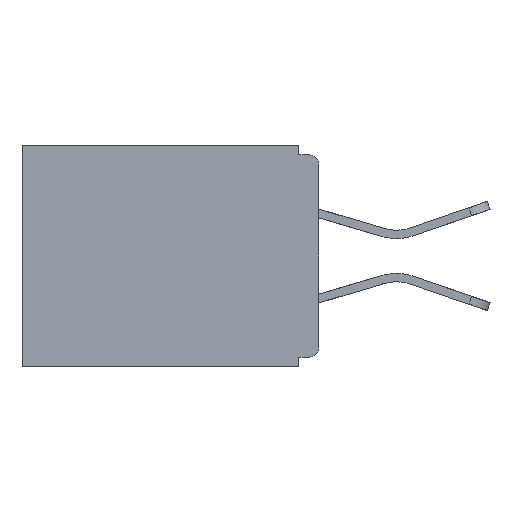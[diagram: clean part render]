
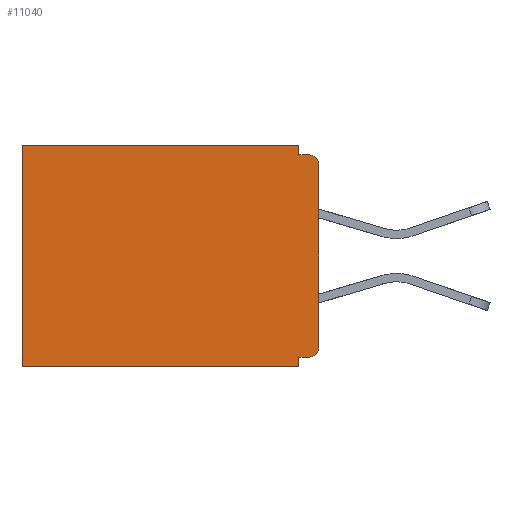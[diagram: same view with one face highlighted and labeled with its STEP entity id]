
A CAD part, left-side view. The second image highlights one B-rep face of the part: STEP entity #11040.
In plain terms, the highlighted planar face has unit normal (-1, 0, 0).
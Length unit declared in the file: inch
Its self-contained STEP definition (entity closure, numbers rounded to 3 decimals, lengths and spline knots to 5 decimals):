
#111 = CARTESIAN_POINT ( 'NONE',  ( 0.298, 0.46, 0. ) ) ;
#130 = DIRECTION ( 'NONE',  ( 1., 0., 0. ) ) ;
#343 = LINE ( 'NONE', #10259, #6188 ) ;
#424 = ORIENTED_EDGE ( 'NONE', *, *, #2555, .T. ) ;
#505 = VERTEX_POINT ( 'NONE', #949 ) ;
#837 = DIRECTION ( 'NONE',  ( 0., 0., -1. ) ) ;
#901 = DIRECTION ( 'NONE',  ( 0., 0., -1. ) ) ;
#906 = DIRECTION ( 'NONE',  ( 0., 1., 0. ) ) ;
#949 = CARTESIAN_POINT ( 'NONE',  ( 0.298, 0., -0.03 ) ) ;
#1027 = LINE ( 'NONE', #6630, #4869 ) ;
#1627 = CARTESIAN_POINT ( 'NONE',  ( 0.298, 0.46, -0.343 ) ) ;
#1698 = DIRECTION ( 'NONE',  ( 0., 1., 0. ) ) ;
#1910 = LINE ( 'NONE', #5719, #13947 ) ;
#1981 = DIRECTION ( 'NONE',  ( 0., -1., 0. ) ) ;
#2080 = LINE ( 'NONE', #4435, #6854 ) ;
#2555 = EDGE_CURVE ( 'NONE', #3919, #5317, #11913, .T. ) ;
#2592 = EDGE_CURVE ( 'NONE', #14484, #7291, #9376, .T. ) ;
#2849 = EDGE_CURVE ( 'NONE', #5317, #6589, #11003, .T. ) ;
#2934 = CARTESIAN_POINT ( 'NONE',  ( 0.298, 0., 0. ) ) ;
#3149 = ORIENTED_EDGE ( 'NONE', *, *, #2592, .T. ) ;
#3153 = CARTESIAN_POINT ( 'NONE',  ( 0.298, 0.031, -0.343 ) ) ;
#3178 = CARTESIAN_POINT ( 'NONE',  ( 0.298, 0., -0.313 ) ) ;
#3919 = VERTEX_POINT ( 'NONE', #11701 ) ;
#4408 = EDGE_LOOP ( 'NONE', ( #14239, #10403, #8232, #424, #12364, #7990, #9427, #9089, #3149, #4419 ) ) ;
#4419 = ORIENTED_EDGE ( 'NONE', *, *, #11829, .F. ) ;
#4435 = CARTESIAN_POINT ( 'NONE',  ( 0.298, 0., -0.343 ) ) ;
#4610 = EDGE_CURVE ( 'NONE', #6002, #6589, #2080, .T. ) ;
#4639 = EDGE_CURVE ( 'NONE', #14484, #9837, #1910, .T. ) ;
#4869 = VECTOR ( 'NONE', #10134, 39.37008 ) ;
#5204 = VECTOR ( 'NONE', #1698, 39.37008 ) ;
#5317 = VERTEX_POINT ( 'NONE', #111 ) ;
#5654 = CARTESIAN_POINT ( 'NONE',  ( 0.298, 0.015, -0.03 ) ) ;
#5719 = CARTESIAN_POINT ( 'NONE',  ( 0.298, 0., -0.328 ) ) ;
#5753 = AXIS2_PLACEMENT_3D ( 'NONE', #5654, #15039, #12497 ) ;
#5768 = CIRCLE ( 'NONE', #5753, 0.015 ) ;
#6002 = VERTEX_POINT ( 'NONE', #3153 ) ;
#6103 = CARTESIAN_POINT ( 'NONE',  ( 0.298, 0., 0. ) ) ;
#6188 = VECTOR ( 'NONE', #1981, 39.37008 ) ;
#6417 = DIRECTION ( 'NONE',  ( 0., 0., -1. ) ) ;
#6589 = VERTEX_POINT ( 'NONE', #1627 ) ;
#6617 = VECTOR ( 'NONE', #837, 39.37008 ) ;
#6630 = CARTESIAN_POINT ( 'NONE',  ( 0.298, 0., 0. ) ) ;
#6728 = CARTESIAN_POINT ( 'NONE',  ( 0.298, 0.015, -0.313 ) ) ;
#6819 = EDGE_CURVE ( 'NONE', #3919, #11205, #14059, .T. ) ;
#6822 = VECTOR ( 'NONE', #6969, 39.37008 ) ;
#6854 = VECTOR ( 'NONE', #906, 39.37008 ) ;
#6969 = DIRECTION ( 'NONE',  ( 0., 0., -1. ) ) ;
#7025 = PLANE ( 'NONE',  #10804 ) ;
#7291 = VERTEX_POINT ( 'NONE', #3178 ) ;
#7859 = CARTESIAN_POINT ( 'NONE',  ( 0.298, 0.031, -0.343 ) ) ;
#7964 = CARTESIAN_POINT ( 'NONE',  ( 0.298, 0.031, -0.343 ) ) ;
#7978 = CARTESIAN_POINT ( 'NONE',  ( 0.298, 0.015, -0.328 ) ) ;
#7990 = ORIENTED_EDGE ( 'NONE', *, *, #4610, .F. ) ;
#8170 = VERTEX_POINT ( 'NONE', #10839 ) ;
#8232 = ORIENTED_EDGE ( 'NONE', *, *, #6819, .F. ) ;
#8320 = DIRECTION ( 'NONE',  ( 0., 0., -1. ) ) ;
#9089 = ORIENTED_EDGE ( 'NONE', *, *, #4639, .F. ) ;
#9125 = EDGE_CURVE ( 'NONE', #11205, #8170, #343, .T. ) ;
#9376 = CIRCLE ( 'NONE', #14144, 0.015 ) ;
#9427 = ORIENTED_EDGE ( 'NONE', *, *, #10421, .F. ) ;
#9428 = LINE ( 'NONE', #7964, #14705 ) ;
#9837 = VERTEX_POINT ( 'NONE', #12786 ) ;
#9843 = CARTESIAN_POINT ( 'NONE',  ( 0.298, 0.031, -0.015 ) ) ;
#10134 = DIRECTION ( 'NONE',  ( 0., 0., -1. ) ) ;
#10259 = CARTESIAN_POINT ( 'NONE',  ( 0.298, 0., -0.015 ) ) ;
#10403 = ORIENTED_EDGE ( 'NONE', *, *, #9125, .F. ) ;
#10421 = EDGE_CURVE ( 'NONE', #9837, #6002, #9428, .T. ) ;
#10493 = CARTESIAN_POINT ( 'NONE',  ( 0.298, 0.46, 0. ) ) ;
#10804 = AXIS2_PLACEMENT_3D ( 'NONE', #6103, #130, #8320 ) ;
#10839 = CARTESIAN_POINT ( 'NONE',  ( 0.298, 0.015, -0.015 ) ) ;
#11003 = LINE ( 'NONE', #10493, #6822 ) ;
#11040 = ADVANCED_FACE ( 'NONE', ( #13225 ), #7025, .F. ) ;
#11205 = VERTEX_POINT ( 'NONE', #9843 ) ;
#11345 = DIRECTION ( 'NONE',  ( 0., 1., 0. ) ) ;
#11701 = CARTESIAN_POINT ( 'NONE',  ( 0.298, 0.031, 0. ) ) ;
#11829 = EDGE_CURVE ( 'NONE', #505, #7291, #1027, .T. ) ;
#11913 = LINE ( 'NONE', #2934, #5204 ) ;
#12364 = ORIENTED_EDGE ( 'NONE', *, *, #2849, .T. ) ;
#12497 = DIRECTION ( 'NONE',  ( 0., 0., -1. ) ) ;
#12602 = EDGE_CURVE ( 'NONE', #505, #8170, #5768, .T. ) ;
#12786 = CARTESIAN_POINT ( 'NONE',  ( 0.298, 0.031, -0.328 ) ) ;
#13225 = FACE_OUTER_BOUND ( 'NONE', #4408, .T. ) ;
#13363 = DIRECTION ( 'NONE',  ( -1., 0., 0. ) ) ;
#13947 = VECTOR ( 'NONE', #11345, 39.37008 ) ;
#14059 = LINE ( 'NONE', #7859, #6617 ) ;
#14144 = AXIS2_PLACEMENT_3D ( 'NONE', #6728, #13363, #6417 ) ;
#14239 = ORIENTED_EDGE ( 'NONE', *, *, #12602, .T. ) ;
#14484 = VERTEX_POINT ( 'NONE', #7978 ) ;
#14705 = VECTOR ( 'NONE', #901, 39.37008 ) ;
#15039 = DIRECTION ( 'NONE',  ( -1., 0., 0. ) ) ;
